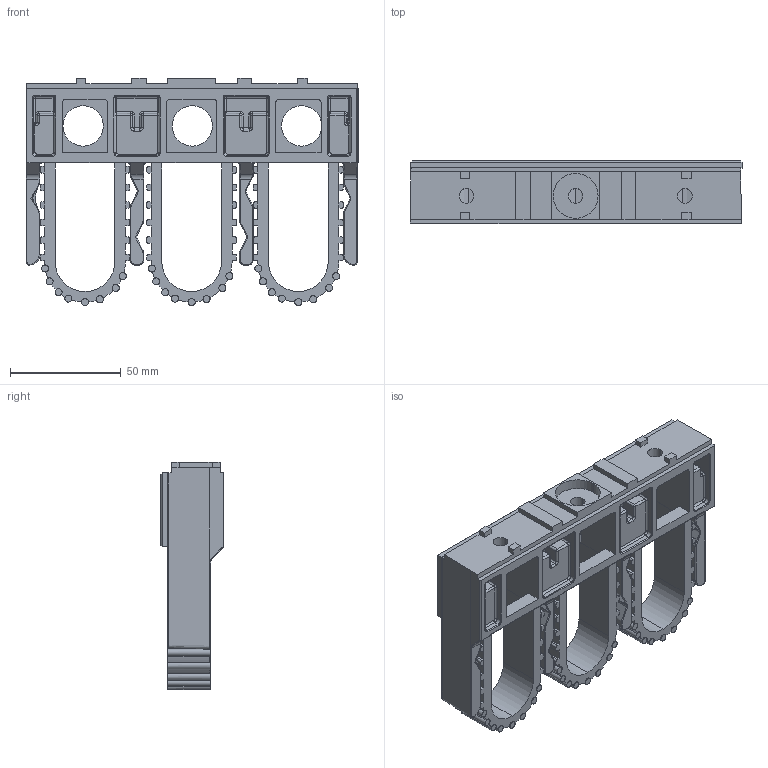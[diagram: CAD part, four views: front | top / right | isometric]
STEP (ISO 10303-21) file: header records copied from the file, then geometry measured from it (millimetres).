
FILE_DESCRIPTION (( 'STEP AP203' ), '1' );
FILE_NAME ('1085P.STEP', '2017-05-05T18:29:18', ( 'admin' ), ( 'Hewlett-Packard Company' ), 'SwSTEP 2.0', 'SolidWorks 2017', '' );
FILE_SCHEMA (( 'CONFIG_CONTROL_DESIGN' ));
Length unit declared in the file: inch
Products named in the file (4): 1085-201; 1085-202; 1085-203_orange; 1085P
Assembly tree (5 placements, depth 2):
  1085P
    1085-201
    1085-202
    1085-203_orange  x3
Bounding box: 149.55 x 28.75 x 102.36 mm (x, y, z)
Volume: 148020.5 mm3; surface area: 82224.5 mm2
Topology: 6 solids, 6 shells, 2108 faces, 5436 edges, 3332 vertices
Faces by surface type: plane 862, cylinder 709, bspline 385, torus 67, sphere 64, cone 21
Entity records: 66883 total; most frequent: CARTESIAN_POINT 26935, ORIENTED_EDGE 8940, DIRECTION 7311, EDGE_CURVE 4470, VERTEX_POINT 2744, LINE 2539, VECTOR 2539, AXIS2_PLACEMENT_3D 2386
